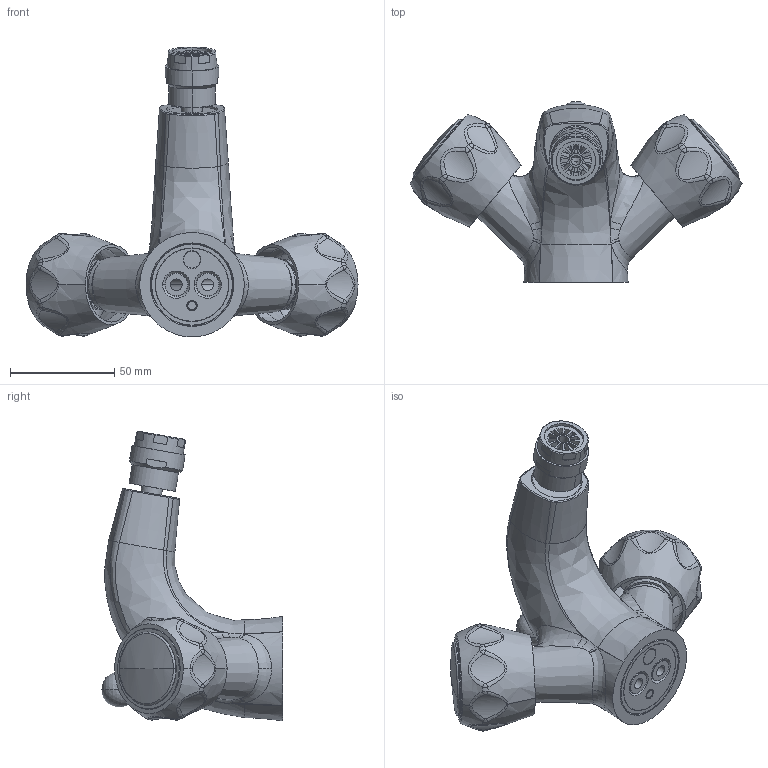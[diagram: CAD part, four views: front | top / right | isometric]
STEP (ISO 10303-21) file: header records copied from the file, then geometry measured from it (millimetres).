
FILE_DESCRIPTION((''),'2;1');
FILE_NAME('DA135CR','2021-11-09T13:13:09',('ut3'),('PAFFONI SpA'),'CREO PARAMETRIC BY PTC INC, 2020044','CREO PARAMETRIC BY PTC INC, 2020044','');
FILE_SCHEMA(('CONFIG_CONTROL_DESIGN','SHAPE_APPEARANCE_LAYERS_GROUPS'));
Products named in the file (1): DA135CR
Bounding box: 159.12 x 86.76 x 138.83 mm (x, y, z)
Volume: 166012.5 mm3; surface area: 84356 mm2
Topology: 2 solids, 2 shells, 803 faces, 1968 edges, 1205 vertices
Faces by surface type: bspline 224, plane 221, cylinder 214, cone 92, torus 36, sphere 10, revolution 4, extrusion 2
Entity records: 44509 total; most frequent: CARTESIAN_POINT 21065, ORIENTED_EDGE 3916, DIRECTION 3337, EDGE_CURVE 1958, AXIS2_PLACEMENT_3D 1355, VERTEX_POINT 1205, EDGE_LOOP 905, FILL_AREA_STYLE_COLOUR 830
